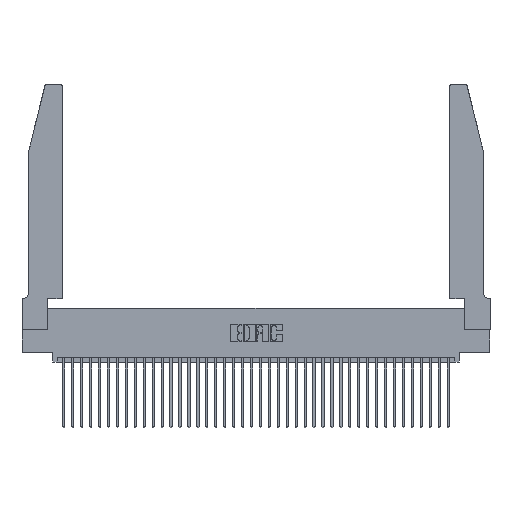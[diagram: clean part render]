
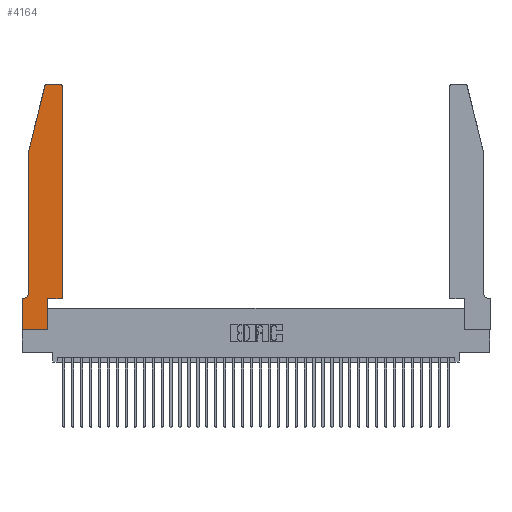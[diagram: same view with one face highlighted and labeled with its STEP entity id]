
A CAD part, top view. The second image highlights one B-rep face of the part: STEP entity #4164.
In plain terms, the highlighted planar face has unit normal (0, 0, 1).
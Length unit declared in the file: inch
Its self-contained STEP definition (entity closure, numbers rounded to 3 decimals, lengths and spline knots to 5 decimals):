
#669 = CARTESIAN_POINT ( 'NONE',  ( 0., 0., 0.37 ) ) ;
#688 = CARTESIAN_POINT ( 'NONE',  ( 0.4205, 2.75, 0.37 ) ) ;
#795 = DIRECTION ( 'NONE',  ( 1., 0., 0. ) ) ;
#970 = EDGE_CURVE ( 'NONE', #12994, #3642, #17962, .T. ) ;
#1960 = ORIENTED_EDGE ( 'NONE', *, *, #34315, .T. ) ;
#2037 = VERTEX_POINT ( 'NONE', #2134 ) ;
#2134 = CARTESIAN_POINT ( 'NONE',  ( 0.284, 2.75, 0.37 ) ) ;
#2403 = EDGE_CURVE ( 'NONE', #10845, #17020, #2494, .T. ) ;
#2494 = CIRCLE ( 'NONE', #21808, 0.03 ) ;
#3072 = LINE ( 'NONE', #8374, #31364 ) ;
#3591 = LINE ( 'NONE', #4557, #34690 ) ;
#3642 = VERTEX_POINT ( 'NONE', #8648 ) ;
#4164 = ADVANCED_FACE ( 'NONE', ( #38217 ), #7781, .T. ) ;
#4338 = CARTESIAN_POINT ( 'NONE',  ( 0.284, 2.72, 0.37 ) ) ;
#4557 = CARTESIAN_POINT ( 'NONE',  ( 0.0755, 2., 0.37 ) ) ;
#4877 = ORIENTED_EDGE ( 'NONE', *, *, #9167, .T. ) ;
#5294 = CARTESIAN_POINT ( 'NONE',  ( 0.0055, 0.42, 0.37 ) ) ;
#5902 = CARTESIAN_POINT ( 'NONE',  ( 0.4505, 0.35, 0.37 ) ) ;
#5979 = VECTOR ( 'NONE', #795, 39.37008 ) ;
#6150 = LINE ( 'NONE', #23711, #32006 ) ;
#6842 = VERTEX_POINT ( 'NONE', #33005 ) ;
#7012 = LINE ( 'NONE', #5902, #13199 ) ;
#7095 = DIRECTION ( 'NONE',  ( 1., 0., 0. ) ) ;
#7458 = DIRECTION ( 'NONE',  ( 1., 0., 0. ) ) ;
#7781 = PLANE ( 'NONE',  #14010 ) ;
#8268 = ORIENTED_EDGE ( 'NONE', *, *, #31296, .T. ) ;
#8361 = VECTOR ( 'NONE', #9867, 39.37008 ) ;
#8374 = CARTESIAN_POINT ( 'NONE',  ( 0.2865, 0.35, 0.37 ) ) ;
#8405 = DIRECTION ( 'NONE',  ( -1., 0., 0. ) ) ;
#8648 = CARTESIAN_POINT ( 'NONE',  ( 0.0755, 2., 0.37 ) ) ;
#9167 = EDGE_CURVE ( 'NONE', #16698, #10845, #7012, .T. ) ;
#9233 = CARTESIAN_POINT ( 'NONE',  ( 0.0755, 2., 0.37 ) ) ;
#9867 = DIRECTION ( 'NONE',  ( -1., 0., 0. ) ) ;
#10171 = CARTESIAN_POINT ( 'NONE',  ( 0., 0., 0.37 ) ) ;
#10285 = LINE ( 'NONE', #33670, #8361 ) ;
#10845 = VERTEX_POINT ( 'NONE', #37320 ) ;
#10883 = DIRECTION ( 'NONE',  ( 0., 0., 1. ) ) ;
#12103 = EDGE_CURVE ( 'NONE', #12696, #12174, #34424, .T. ) ;
#12107 = ORIENTED_EDGE ( 'NONE', *, *, #24651, .T. ) ;
#12174 = VERTEX_POINT ( 'NONE', #669 ) ;
#12696 = VERTEX_POINT ( 'NONE', #30311 ) ;
#12994 = VERTEX_POINT ( 'NONE', #37890 ) ;
#13199 = VECTOR ( 'NONE', #36103, 39.37008 ) ;
#13776 = CARTESIAN_POINT ( 'NONE',  ( 0., 0.35, 0.37 ) ) ;
#13796 = DIRECTION ( 'NONE',  ( 0., -1., 0. ) ) ;
#13833 = AXIS2_PLACEMENT_3D ( 'NONE', #5294, #26438, #8405 ) ;
#14010 = AXIS2_PLACEMENT_3D ( 'NONE', #13776, #10883, #31796 ) ;
#14265 = CARTESIAN_POINT ( 'NONE',  ( 0.0755, 0.42, 0.37 ) ) ;
#14601 = EDGE_CURVE ( 'NONE', #3642, #34929, #3591, .T. ) ;
#15888 = CARTESIAN_POINT ( 'NONE',  ( 0., 0., 0.37 ) ) ;
#16165 = CARTESIAN_POINT ( 'NONE',  ( 0.4505, 0.35, 0.37 ) ) ;
#16698 = VERTEX_POINT ( 'NONE', #32063 ) ;
#17020 = VERTEX_POINT ( 'NONE', #688 ) ;
#17199 = EDGE_LOOP ( 'NONE', ( #18727, #26644, #36420, #21529, #31236, #8268, #25243, #1960, #26186, #12107, #4877, #38800 ) ) ;
#17340 = EDGE_CURVE ( 'NONE', #2037, #12994, #27505, .T. ) ;
#17565 = EDGE_CURVE ( 'NONE', #34929, #6842, #28459, .T. ) ;
#17658 = DIRECTION ( 'NONE',  ( 0., 0., 1. ) ) ;
#17962 = LINE ( 'NONE', #9233, #25865 ) ;
#18727 = ORIENTED_EDGE ( 'NONE', *, *, #19708, .T. ) ;
#19708 = EDGE_CURVE ( 'NONE', #17020, #2037, #10285, .T. ) ;
#21529 = ORIENTED_EDGE ( 'NONE', *, *, #14601, .T. ) ;
#21808 = AXIS2_PLACEMENT_3D ( 'NONE', #35458, #17658, #38502 ) ;
#22090 = LINE ( 'NONE', #10171, #5979 ) ;
#22499 = CARTESIAN_POINT ( 'NONE',  ( 0.2865, 0.35, 0.37 ) ) ;
#23711 = CARTESIAN_POINT ( 'NONE',  ( 0.0755, 0.35, 0.37 ) ) ;
#24499 = CARTESIAN_POINT ( 'NONE',  ( 0.2865, 0., 0.37 ) ) ;
#24651 = EDGE_CURVE ( 'NONE', #29731, #16698, #27923, .T. ) ;
#25243 = ORIENTED_EDGE ( 'NONE', *, *, #12103, .T. ) ;
#25541 = DIRECTION ( 'NONE',  ( 0., 0., 1. ) ) ;
#25865 = VECTOR ( 'NONE', #27249, 39.37008 ) ;
#26186 = ORIENTED_EDGE ( 'NONE', *, *, #33305, .T. ) ;
#26409 = DIRECTION ( 'NONE',  ( 0., 1., 0. ) ) ;
#26438 = DIRECTION ( 'NONE',  ( 0., 0., -1. ) ) ;
#26644 = ORIENTED_EDGE ( 'NONE', *, *, #17340, .T. ) ;
#27017 = VECTOR ( 'NONE', #7095, 39.37008 ) ;
#27249 = DIRECTION ( 'NONE',  ( -0.239, -0.971, 0. ) ) ;
#27458 = VECTOR ( 'NONE', #36768, 39.37008 ) ;
#27505 = CIRCLE ( 'NONE', #28608, 0.03 ) ;
#27923 = LINE ( 'NONE', #16165, #27017 ) ;
#28459 = CIRCLE ( 'NONE', #13833, 0.07 ) ;
#28608 = AXIS2_PLACEMENT_3D ( 'NONE', #4338, #25541, #7458 ) ;
#29642 = DIRECTION ( 'NONE',  ( -1., 0., 0. ) ) ;
#29731 = VERTEX_POINT ( 'NONE', #22499 ) ;
#30311 = CARTESIAN_POINT ( 'NONE',  ( 0., 0.35, 0.37 ) ) ;
#31236 = ORIENTED_EDGE ( 'NONE', *, *, #17565, .T. ) ;
#31296 = EDGE_CURVE ( 'NONE', #6842, #12696, #6150, .T. ) ;
#31364 = VECTOR ( 'NONE', #26409, 39.37008 ) ;
#31796 = DIRECTION ( 'NONE',  ( 1., 0., 0. ) ) ;
#32006 = VECTOR ( 'NONE', #29642, 39.37008 ) ;
#32063 = CARTESIAN_POINT ( 'NONE',  ( 0.4505, 0.35, 0.37 ) ) ;
#32853 = VERTEX_POINT ( 'NONE', #24499 ) ;
#33005 = CARTESIAN_POINT ( 'NONE',  ( 0.0055, 0.35, 0.37 ) ) ;
#33305 = EDGE_CURVE ( 'NONE', #32853, #29731, #3072, .T. ) ;
#33670 = CARTESIAN_POINT ( 'NONE',  ( 0.2605, 2.75, 0.37 ) ) ;
#34315 = EDGE_CURVE ( 'NONE', #12174, #32853, #22090, .T. ) ;
#34424 = LINE ( 'NONE', #15888, #27458 ) ;
#34690 = VECTOR ( 'NONE', #13796, 39.37008 ) ;
#34929 = VERTEX_POINT ( 'NONE', #14265 ) ;
#35458 = CARTESIAN_POINT ( 'NONE',  ( 0.4205, 2.72, 0.37 ) ) ;
#36103 = DIRECTION ( 'NONE',  ( 0., 1., 0. ) ) ;
#36420 = ORIENTED_EDGE ( 'NONE', *, *, #970, .T. ) ;
#36768 = DIRECTION ( 'NONE',  ( 0., -1., 0. ) ) ;
#37320 = CARTESIAN_POINT ( 'NONE',  ( 0.4505, 2.72, 0.37 ) ) ;
#37890 = CARTESIAN_POINT ( 'NONE',  ( 0.25487, 2.72718, 0.37 ) ) ;
#38217 = FACE_OUTER_BOUND ( 'NONE', #17199, .T. ) ;
#38502 = DIRECTION ( 'NONE',  ( 1., 0., 0. ) ) ;
#38800 = ORIENTED_EDGE ( 'NONE', *, *, #2403, .T. ) ;
